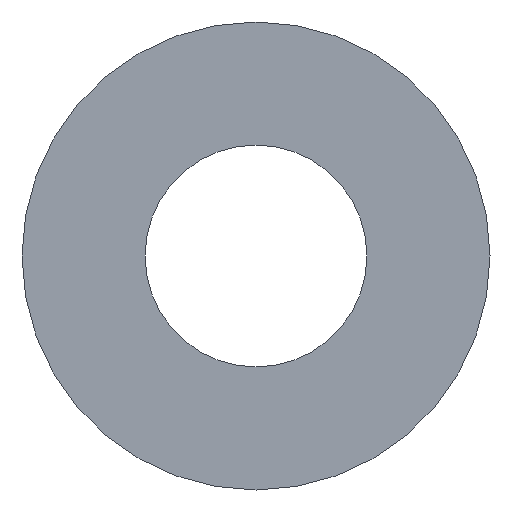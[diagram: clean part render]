
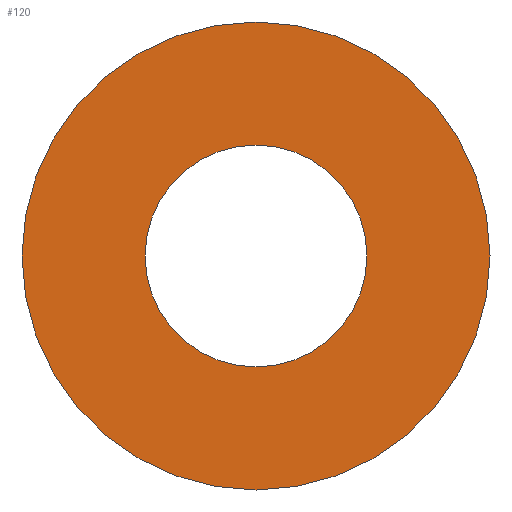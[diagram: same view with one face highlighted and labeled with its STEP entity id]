
A CAD part, front view. The second image highlights one B-rep face of the part: STEP entity #120.
In plain terms, the highlighted planar face has unit normal (0, -1, 0).
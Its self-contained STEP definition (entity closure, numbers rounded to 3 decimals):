
#4 = ORIENTED_EDGE ( 'NONE', *, *, #207, .T. ) ;
#7 = CARTESIAN_POINT ( 'NONE',  ( 0., 0., -92.8 ) ) ;
#11 = DIRECTION ( 'NONE',  ( 0., 1., 0. ) ) ;
#15 = DIRECTION ( 'NONE',  ( 0., 0., 1. ) ) ;
#21 = VERTEX_POINT ( 'NONE', #7 ) ;
#23 = EDGE_LOOP ( 'NONE', ( #197, #80 ) ) ;
#28 = DIRECTION ( 'NONE',  ( 0., 0., 1. ) ) ;
#30 = AXIS2_PLACEMENT_3D ( 'NONE', #239, #11, #222 ) ;
#34 = DIRECTION ( 'NONE',  ( 0., 0., 1. ) ) ;
#41 = DIRECTION ( 'NONE',  ( 0., 1., 0. ) ) ;
#46 = EDGE_LOOP ( 'NONE', ( #59, #4 ) ) ;
#50 = DIRECTION ( 'NONE',  ( 0., 1., 0. ) ) ;
#58 = VERTEX_POINT ( 'NONE', #234 ) ;
#59 = ORIENTED_EDGE ( 'NONE', *, *, #97, .T. ) ;
#65 = CARTESIAN_POINT ( 'NONE',  ( 0., 0., 0. ) ) ;
#69 = AXIS2_PLACEMENT_3D ( 'NONE', #242, #145, #34 ) ;
#70 = FACE_OUTER_BOUND ( 'NONE', #23, .T. ) ;
#80 = ORIENTED_EDGE ( 'NONE', *, *, #183, .F. ) ;
#84 = PLANE ( 'NONE',  #116 ) ;
#86 = EDGE_CURVE ( 'NONE', #21, #58, #176, .T. ) ;
#92 = AXIS2_PLACEMENT_3D ( 'NONE', #102, #50, #28 ) ;
#95 = VERTEX_POINT ( 'NONE', #142 ) ;
#96 = VERTEX_POINT ( 'NONE', #164 ) ;
#97 = EDGE_CURVE ( 'NONE', #95, #96, #208, .T. ) ;
#98 = DIRECTION ( 'NONE',  ( 0., 0., 1. ) ) ;
#102 = CARTESIAN_POINT ( 'NONE',  ( 0., 0., 0. ) ) ;
#116 = AXIS2_PLACEMENT_3D ( 'NONE', #65, #123, #15 ) ;
#120 = ADVANCED_FACE ( 'NONE', ( #70, #189 ), #84, .F. ) ;
#123 = DIRECTION ( 'NONE',  ( 0., 1., 0. ) ) ;
#137 = CIRCLE ( 'NONE', #30, 92.8 ) ;
#142 = CARTESIAN_POINT ( 'NONE',  ( 0., 0., -44. ) ) ;
#145 = DIRECTION ( 'NONE',  ( 0., 1., 0. ) ) ;
#153 = AXIS2_PLACEMENT_3D ( 'NONE', #217, #41, #98 ) ;
#164 = CARTESIAN_POINT ( 'NONE',  ( 0., 0., 44. ) ) ;
#175 = CIRCLE ( 'NONE', #69, 44. ) ;
#176 = CIRCLE ( 'NONE', #153, 92.8 ) ;
#183 = EDGE_CURVE ( 'NONE', #58, #21, #137, .T. ) ;
#189 = FACE_BOUND ( 'NONE', #46, .T. ) ;
#197 = ORIENTED_EDGE ( 'NONE', *, *, #86, .F. ) ;
#207 = EDGE_CURVE ( 'NONE', #96, #95, #175, .T. ) ;
#208 = CIRCLE ( 'NONE', #92, 44. ) ;
#217 = CARTESIAN_POINT ( 'NONE',  ( 0., 0., 0. ) ) ;
#222 = DIRECTION ( 'NONE',  ( 0., 0., 1. ) ) ;
#234 = CARTESIAN_POINT ( 'NONE',  ( 0., 0., 92.8 ) ) ;
#239 = CARTESIAN_POINT ( 'NONE',  ( 0., 0., 0. ) ) ;
#242 = CARTESIAN_POINT ( 'NONE',  ( 0., 0., 0. ) ) ;
